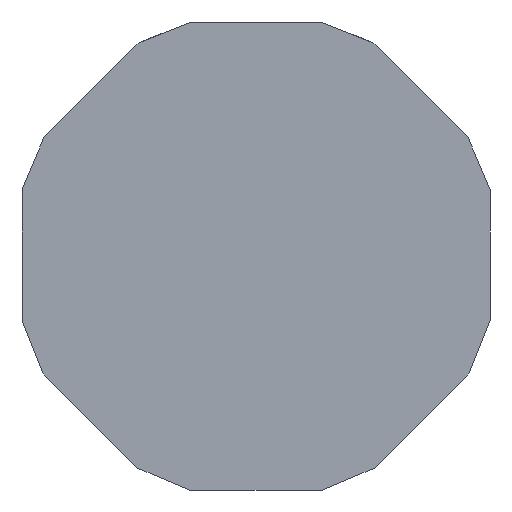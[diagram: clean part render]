
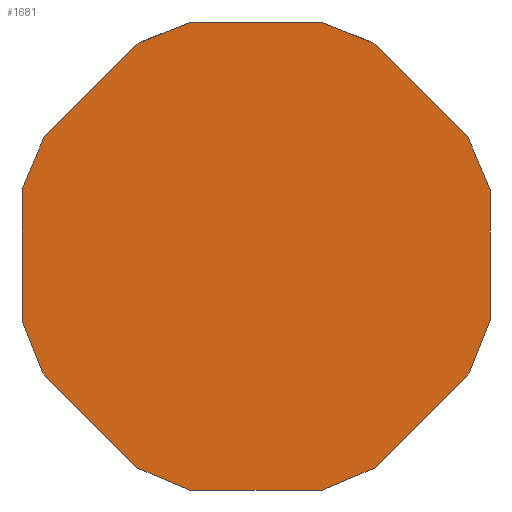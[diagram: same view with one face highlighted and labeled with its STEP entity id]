
A CAD part, front view. The second image highlights one B-rep face of the part: STEP entity #1681.
In plain terms, the highlighted planar face has unit normal (0, -1, 0).
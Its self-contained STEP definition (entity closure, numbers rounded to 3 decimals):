
#99=FACE_OUTER_BOUND('',#184,.T.);
#184=EDGE_LOOP('',(#1496,#1497,#1498,#1499,#1500,#1501,#1502,#1503,#1504,
#1505,#1506,#1507,#1508,#1509,#1510,#1511));
#237=LINE('',#2300,#472);
#392=LINE('',#2605,#627);
#394=LINE('',#2609,#629);
#396=LINE('',#2613,#631);
#398=LINE('',#2617,#633);
#400=LINE('',#2621,#635);
#402=LINE('',#2625,#637);
#404=LINE('',#2629,#639);
#406=LINE('',#2633,#641);
#408=LINE('',#2636,#643);
#409=LINE('',#2639,#644);
#411=LINE('',#2643,#646);
#413=LINE('',#2647,#648);
#415=LINE('',#2651,#650);
#417=LINE('',#2655,#652);
#419=LINE('',#2658,#654);
#472=VECTOR('',#1869,10.);
#627=VECTOR('',#2128,10.);
#629=VECTOR('',#2132,10.);
#631=VECTOR('',#2136,10.);
#633=VECTOR('',#2140,10.);
#635=VECTOR('',#2144,10.);
#637=VECTOR('',#2148,10.);
#639=VECTOR('',#2152,10.);
#641=VECTOR('',#2156,10.);
#643=VECTOR('',#2160,10.);
#644=VECTOR('',#2163,10.);
#646=VECTOR('',#2167,10.);
#648=VECTOR('',#2171,10.);
#650=VECTOR('',#2175,10.);
#652=VECTOR('',#2179,10.);
#654=VECTOR('',#2183,10.);
#695=VERTEX_POINT('',#2297);
#696=VERTEX_POINT('',#2299);
#793=VERTEX_POINT('',#2602);
#794=VERTEX_POINT('',#2604);
#795=VERTEX_POINT('',#2608);
#796=VERTEX_POINT('',#2612);
#797=VERTEX_POINT('',#2616);
#798=VERTEX_POINT('',#2620);
#799=VERTEX_POINT('',#2624);
#800=VERTEX_POINT('',#2628);
#801=VERTEX_POINT('',#2632);
#802=VERTEX_POINT('',#2638);
#803=VERTEX_POINT('',#2642);
#804=VERTEX_POINT('',#2646);
#805=VERTEX_POINT('',#2650);
#806=VERTEX_POINT('',#2654);
#859=EDGE_CURVE('',#696,#695,#237,.T.);
#1014=EDGE_CURVE('',#794,#793,#392,.T.);
#1016=EDGE_CURVE('',#795,#794,#394,.T.);
#1018=EDGE_CURVE('',#796,#795,#396,.T.);
#1020=EDGE_CURVE('',#797,#796,#398,.T.);
#1022=EDGE_CURVE('',#798,#797,#400,.T.);
#1024=EDGE_CURVE('',#799,#798,#402,.T.);
#1026=EDGE_CURVE('',#800,#799,#404,.T.);
#1028=EDGE_CURVE('',#801,#800,#406,.T.);
#1030=EDGE_CURVE('',#695,#801,#408,.T.);
#1031=EDGE_CURVE('',#802,#696,#409,.T.);
#1033=EDGE_CURVE('',#803,#802,#411,.T.);
#1035=EDGE_CURVE('',#804,#803,#413,.T.);
#1037=EDGE_CURVE('',#805,#804,#415,.T.);
#1039=EDGE_CURVE('',#806,#805,#417,.T.);
#1041=EDGE_CURVE('',#793,#806,#419,.T.);
#1496=ORIENTED_EDGE('',*,*,#1041,.T.);
#1497=ORIENTED_EDGE('',*,*,#1039,.T.);
#1498=ORIENTED_EDGE('',*,*,#1037,.T.);
#1499=ORIENTED_EDGE('',*,*,#1035,.T.);
#1500=ORIENTED_EDGE('',*,*,#1033,.T.);
#1501=ORIENTED_EDGE('',*,*,#1031,.T.);
#1502=ORIENTED_EDGE('',*,*,#859,.T.);
#1503=ORIENTED_EDGE('',*,*,#1030,.T.);
#1504=ORIENTED_EDGE('',*,*,#1028,.T.);
#1505=ORIENTED_EDGE('',*,*,#1026,.T.);
#1506=ORIENTED_EDGE('',*,*,#1024,.T.);
#1507=ORIENTED_EDGE('',*,*,#1022,.T.);
#1508=ORIENTED_EDGE('',*,*,#1020,.T.);
#1509=ORIENTED_EDGE('',*,*,#1018,.T.);
#1510=ORIENTED_EDGE('',*,*,#1016,.T.);
#1511=ORIENTED_EDGE('',*,*,#1014,.T.);
#1596=PLANE('',#1780);
#1681=ADVANCED_FACE('',(#99),#1596,.T.);
#1780=AXIS2_PLACEMENT_3D('',#2660,#2186,#2187);
#1869=DIRECTION('',(-0.93,0.,-0.367));
#2128=DIRECTION('',(0.707,0.,0.707));
#2132=DIRECTION('',(0.922,0.,0.388));
#2136=DIRECTION('',(1.,0.,0.));
#2140=DIRECTION('',(0.922,0.,-0.388));
#2144=DIRECTION('',(0.707,0.,-0.707));
#2148=DIRECTION('',(0.367,0.,-0.93));
#2152=DIRECTION('',(0.,0.,-1.));
#2156=DIRECTION('',(-0.388,0.,-0.922));
#2160=DIRECTION('',(-0.707,0.,-0.707));
#2163=DIRECTION('',(-1.,0.,0.));
#2167=DIRECTION('',(-0.93,0.,0.367));
#2171=DIRECTION('',(-0.707,0.,0.707));
#2175=DIRECTION('',(-0.388,0.,0.922));
#2179=DIRECTION('',(0.,0.,1.));
#2183=DIRECTION('',(0.367,0.,0.93));
#2186=DIRECTION('center_axis',(0.,-1.,0.));
#2187=DIRECTION('ref_axis',(0.,0.,-1.));
#2297=CARTESIAN_POINT('',(-10.337,-3.,18.654));
#2299=CARTESIAN_POINT('',(-5.661,-3.,20.5));
#2300=CARTESIAN_POINT('',(-10.337,-3.,18.654));
#2602=CARTESIAN_POINT('',(18.654,-3.,-10.337));
#2604=CARTESIAN_POINT('',(10.441,-3.,-18.55));
#2605=CARTESIAN_POINT('',(10.441,-3.,-18.55));
#2608=CARTESIAN_POINT('',(5.807,-3.,-20.5));
#2609=CARTESIAN_POINT('',(10.441,-3.,-18.55));
#2612=CARTESIAN_POINT('',(-5.807,-3.,-20.5));
#2613=CARTESIAN_POINT('',(0.,-3.,-20.5));
#2616=CARTESIAN_POINT('',(-10.441,-3.,-18.55));
#2617=CARTESIAN_POINT('',(-10.441,-3.,-18.55));
#2620=CARTESIAN_POINT('',(-18.654,-3.,-10.337));
#2621=CARTESIAN_POINT('',(-10.441,-3.,-18.55));
#2624=CARTESIAN_POINT('',(-20.5,-3.,-5.661));
#2625=CARTESIAN_POINT('',(-20.5,-3.,-5.661));
#2628=CARTESIAN_POINT('',(-20.5,-3.,5.807));
#2629=CARTESIAN_POINT('',(-20.5,-3.,-5.661));
#2632=CARTESIAN_POINT('',(-18.55,-3.,10.441));
#2633=CARTESIAN_POINT('',(-20.5,-3.,5.807));
#2636=CARTESIAN_POINT('',(-18.55,-3.,10.441));
#2638=CARTESIAN_POINT('',(5.661,-3.,20.5));
#2639=CARTESIAN_POINT('',(0.,-3.,20.5));
#2642=CARTESIAN_POINT('',(10.337,-3.,18.654));
#2643=CARTESIAN_POINT('',(10.337,-3.,18.654));
#2646=CARTESIAN_POINT('',(18.55,-3.,10.441));
#2647=CARTESIAN_POINT('',(18.55,-3.,10.441));
#2650=CARTESIAN_POINT('',(20.5,-3.,5.807));
#2651=CARTESIAN_POINT('',(20.5,-3.,5.807));
#2654=CARTESIAN_POINT('',(20.5,-3.,-5.661));
#2655=CARTESIAN_POINT('',(20.5,-3.,-5.661));
#2658=CARTESIAN_POINT('',(20.5,-3.,-5.661));
#2660=CARTESIAN_POINT('Origin',(0.,-3.,0.));
